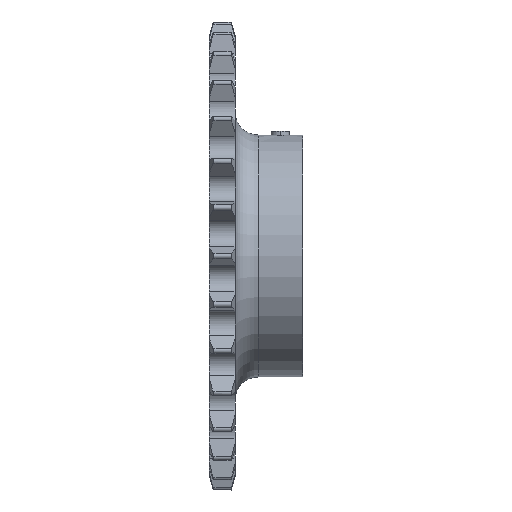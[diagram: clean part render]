
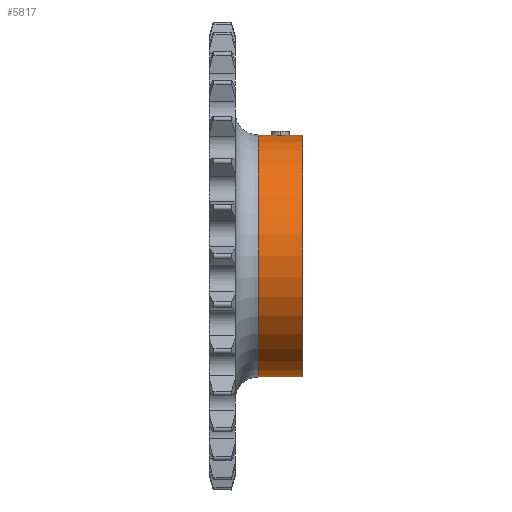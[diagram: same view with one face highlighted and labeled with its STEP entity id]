
A CAD part, front view. The second image highlights one B-rep face of the part: STEP entity #5817.
In plain terms, the highlighted cylindrical face has radius 41.275 mm (diameter 82.55 mm), a partial arc.
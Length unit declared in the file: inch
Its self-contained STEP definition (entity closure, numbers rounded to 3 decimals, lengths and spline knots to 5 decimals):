
#10 = CARTESIAN_POINT ( 'NONE',  ( 1.07375, -0.03242, 1.6247 ) ) ;
#48 = CARTESIAN_POINT ( 'NONE',  ( 0.82775, 0., 1.625 ) ) ;
#426 = EDGE_CURVE ( 'NONE', #7442, #5581, #7805, .T. ) ;
#450 = CARTESIAN_POINT ( 'NONE',  ( 0.6555, 0., 1.625 ) ) ;
#499 = CARTESIAN_POINT ( 'NONE',  ( 0.82856, -0.01639, 1.62494 ) ) ;
#549 = CARTESIAN_POINT ( 'NONE',  ( 0.84424, -0.06259, 1.62381 ) ) ;
#591 = CARTESIAN_POINT ( 'NONE',  ( 0.82775, 0., 1.625 ) ) ;
#597 = CARTESIAN_POINT ( 'NONE',  ( 1.07775, -0.00816, 1.625 ) ) ;
#639 = CARTESIAN_POINT ( 'NONE',  ( 1.04693, -0.08259, 1.62291 ) ) ;
#683 = VECTOR ( 'NONE', #3878, 39.37008 ) ;
#729 = CARTESIAN_POINT ( 'NONE',  ( 1.00821, -0.11232, 1.62112 ) ) ;
#769 = ORIENTED_EDGE ( 'NONE', *, *, #426, .F. ) ;
#800 = LINE ( 'NONE', #2157, #1619 ) ;
#990 = AXIS2_PLACEMENT_3D ( 'NONE', #5786, #2193, #5606 ) ;
#1214 = CARTESIAN_POINT ( 'NONE',  ( 0.87638, -0.0993, 1.62197 ) ) ;
#1305 = CARTESIAN_POINT ( 'NONE',  ( 0.87009, -0.09413, 1.62228 ) ) ;
#1315 = EDGE_CURVE ( 'NONE', #5831, #4219, #7845, .T. ) ;
#1349 = FACE_OUTER_BOUND ( 'NONE', #8433, .T. ) ;
#1619 = VECTOR ( 'NONE', #2844, 39.37008 ) ;
#1820 = CIRCLE ( 'NONE', #2990, 1.625 ) ;
#2157 = CARTESIAN_POINT ( 'NONE',  ( 0., 0., -1.625 ) ) ;
#2193 = DIRECTION ( 'NONE',  ( 1., 0., 0. ) ) ;
#2199 = VECTOR ( 'NONE', #6485, 39.37008 ) ;
#2252 = ORIENTED_EDGE ( 'NONE', *, *, #1315, .F. ) ;
#2260 = LINE ( 'NONE', #7893, #2199 ) ;
#2389 = CARTESIAN_POINT ( 'NONE',  ( 1.25, 0., -1.625 ) ) ;
#2392 = CARTESIAN_POINT ( 'NONE',  ( 0., 0., 1.625 ) ) ;
#2519 = CARTESIAN_POINT ( 'NONE',  ( 1.25, 0., 1.625 ) ) ;
#2672 = CARTESIAN_POINT ( 'NONE',  ( 0.89002, -0.10843, 1.62138 ) ) ;
#2677 = CARTESIAN_POINT ( 'NONE',  ( 0.96101, -0.125, 1.62019 ) ) ;
#2811 = EDGE_CURVE ( 'NONE', #8411, #5581, #800, .T. ) ;
#2825 = VERTEX_POINT ( 'NONE', #8430 ) ;
#2844 = DIRECTION ( 'NONE',  ( 1., 0., 0. ) ) ;
#2986 = LINE ( 'NONE', #2392, #683 ) ;
#2990 = AXIS2_PLACEMENT_3D ( 'NONE', #5783, #6550, #6592 ) ;
#3305 = CARTESIAN_POINT ( 'NONE',  ( 0.8533, -0.07617, 1.62323 ) ) ;
#3346 = CARTESIAN_POINT ( 'NONE',  ( 0.82775, -0.00825, 1.625 ) ) ;
#3377 = EDGE_CURVE ( 'NONE', #4219, #2825, #8871, .T. ) ;
#3394 = CARTESIAN_POINT ( 'NONE',  ( 1.06512, -0.05535, 1.62407 ) ) ;
#3447 = CARTESIAN_POINT ( 'NONE',  ( 0.95275, -0.125, 1.62019 ) ) ;
#3466 = EDGE_CURVE ( 'NONE', #2825, #7442, #2260, .T. ) ;
#3484 = DIRECTION ( 'NONE',  ( 1., 0., 0. ) ) ;
#3878 = DIRECTION ( 'NONE',  ( 1., 0., 0. ) ) ;
#3889 = CARTESIAN_POINT ( 'NONE',  ( 0.93624, -0.125, 1.62019 ) ) ;
#4082 = CARTESIAN_POINT ( 'NONE',  ( 1.02898, -0.0994, 1.62196 ) ) ;
#4175 = CARTESIAN_POINT ( 'NONE',  ( 1.07696, -0.01627, 1.62494 ) ) ;
#4214 = CYLINDRICAL_SURFACE ( 'NONE', #8349, 1.625 ) ;
#4219 = VERTEX_POINT ( 'NONE', #8137 ) ;
#4560 = CARTESIAN_POINT ( 'NONE',  ( 0.6555, 0., -1.625 ) ) ;
#4572 = CARTESIAN_POINT ( 'NONE',  ( 0.85857, -0.0826, 1.62291 ) ) ;
#4618 = CARTESIAN_POINT ( 'NONE',  ( 0.83174, -0.03235, 1.6247 ) ) ;
#4766 = CARTESIAN_POINT ( 'NONE',  ( 0.96914, -0.12419, 1.62025 ) ) ;
#4892 = CARTESIAN_POINT ( 'NONE',  ( 0.98512, -0.12101, 1.62049 ) ) ;
#5575 = CARTESIAN_POINT ( 'NONE',  ( 1.01539, -0.10848, 1.62138 ) ) ;
#5581 = VERTEX_POINT ( 'NONE', #2389 ) ;
#5606 = DIRECTION ( 'NONE',  ( 0., 0., -1. ) ) ;
#5783 = CARTESIAN_POINT ( 'NONE',  ( 0.6555, 0., 0. ) ) ;
#5786 = CARTESIAN_POINT ( 'NONE',  ( 1.25, 0., 0. ) ) ;
#5817 = ADVANCED_FACE ( 'NONE', ( #1349 ), #4214, .T. ) ;
#5826 = ORIENTED_EDGE ( 'NONE', *, *, #3466, .F. ) ;
#5831 = VERTEX_POINT ( 'NONE', #48 ) ;
#6119 = CARTESIAN_POINT ( 'NONE',  ( 1.07775, 0., 1.625 ) ) ;
#6213 = EDGE_CURVE ( 'NONE', #6803, #8411, #1820, .T. ) ;
#6218 = CARTESIAN_POINT ( 'NONE',  ( 0.99307, -0.1186, 1.62067 ) ) ;
#6258 = DIRECTION ( 'NONE',  ( 0., 0., -1. ) ) ;
#6485 = DIRECTION ( 'NONE',  ( 1., 0., 0. ) ) ;
#6550 = DIRECTION ( 'NONE',  ( 1., 0., 0. ) ) ;
#6592 = DIRECTION ( 'NONE',  ( 0., 0., -1. ) ) ;
#6594 = ORIENTED_EDGE ( 'NONE', *, *, #3377, .F. ) ;
#6803 = VERTEX_POINT ( 'NONE', #450 ) ;
#6844 = CARTESIAN_POINT ( 'NONE',  ( 1.03541, -0.09412, 1.62228 ) ) ;
#6886 = CARTESIAN_POINT ( 'NONE',  ( 0., 0., 0. ) ) ;
#6939 = CARTESIAN_POINT ( 'NONE',  ( 1.05211, -0.07629, 1.62322 ) ) ;
#6981 = CARTESIAN_POINT ( 'NONE',  ( 1.06124, -0.06262, 1.62381 ) ) ;
#7342 = CARTESIAN_POINT ( 'NONE',  ( 0.95275, -0.125, 1.62019 ) ) ;
#7388 = ORIENTED_EDGE ( 'NONE', *, *, #8342, .F. ) ;
#7442 = VERTEX_POINT ( 'NONE', #2519 ) ;
#7529 = CARTESIAN_POINT ( 'NONE',  ( 0.91983, -0.12168, 1.62045 ) ) ;
#7538 = ORIENTED_EDGE ( 'NONE', *, *, #6213, .T. ) ;
#7620 = CARTESIAN_POINT ( 'NONE',  ( 1.07136, -0.0403, 1.62452 ) ) ;
#7805 = CIRCLE ( 'NONE', #990, 1.625 ) ;
#7845 = B_SPLINE_CURVE_WITH_KNOTS ( 'NONE', 3,
 ( #591, #3346, #499, #4618, #8079, #8210, #549, #3305, #4572, #1305, #1214, #2672, #8162, #7529, #3889, #7342 ),
 .UNSPECIFIED., .F., .F.,
 ( 4, 2, 2, 2, 2, 2, 2, 4 ),
 ( 0.0149, 0.01552, 0.01614, 0.01676, 0.01738, 0.018, 0.01862, 0.01986 ),
 .UNSPECIFIED. ) ;
#7893 = CARTESIAN_POINT ( 'NONE',  ( 0., 0., 1.625 ) ) ;
#8079 = CARTESIAN_POINT ( 'NONE',  ( 0.83413, -0.04028, 1.62452 ) ) ;
#8137 = CARTESIAN_POINT ( 'NONE',  ( 0.95275, -0.125, 1.62019 ) ) ;
#8162 = CARTESIAN_POINT ( 'NONE',  ( 0.89729, -0.11232, 1.62112 ) ) ;
#8210 = CARTESIAN_POINT ( 'NONE',  ( 0.84041, -0.05542, 1.62407 ) ) ;
#8342 = EDGE_CURVE ( 'NONE', #6803, #5831, #2986, .T. ) ;
#8349 = AXIS2_PLACEMENT_3D ( 'NONE', #6886, #3484, #6258 ) ;
#8411 = VERTEX_POINT ( 'NONE', #4560 ) ;
#8430 = CARTESIAN_POINT ( 'NONE',  ( 1.07775, 0., 1.625 ) ) ;
#8433 = EDGE_LOOP ( 'NONE', ( #7388, #7538, #8595, #769, #5826, #6594, #2252 ) ) ;
#8595 = ORIENTED_EDGE ( 'NONE', *, *, #2811, .T. ) ;
#8871 = B_SPLINE_CURVE_WITH_KNOTS ( 'NONE', 3,
 ( #3447, #2677, #4766, #4892, #6218, #729, #5575, #4082, #6844, #639, #6939, #6981, #3394, #7620, #10, #4175, #597, #6119 ),
 .UNSPECIFIED., .F., .F.,
 ( 4, 2, 2, 2, 2, 2, 2, 2, 4 ),
 ( 0., 0.00062, 0.00124, 0.00186, 0.00248, 0.0031, 0.00372, 0.00435, 0.00497 ),
 .UNSPECIFIED. ) ;
